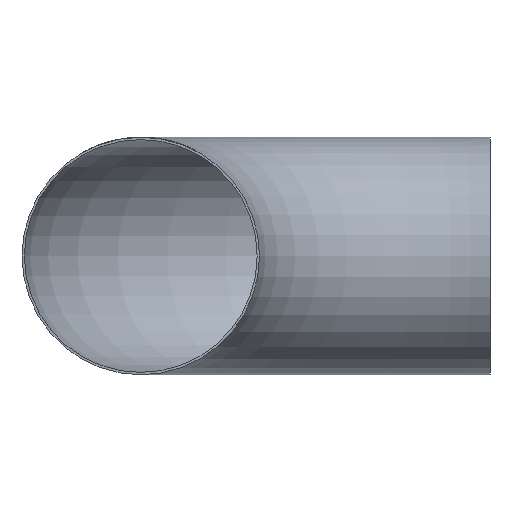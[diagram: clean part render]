
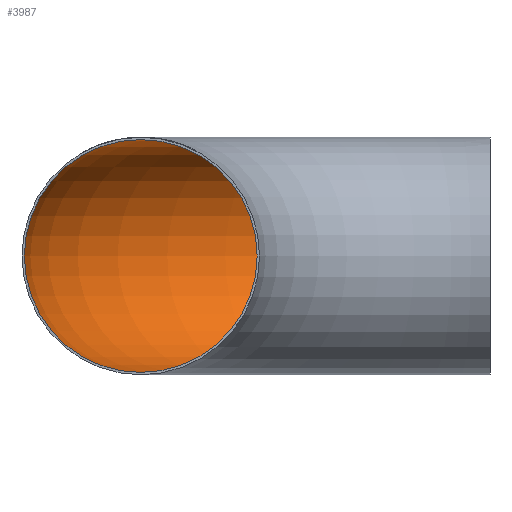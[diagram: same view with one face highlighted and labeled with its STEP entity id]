
A CAD part, front view. The second image highlights one B-rep face of the part: STEP entity #3987.
In plain terms, the highlighted toroidal (fillet/blend) face has major radius 450 mm and minor radius 150 mm.
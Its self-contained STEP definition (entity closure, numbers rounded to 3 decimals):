
#409 = CARTESIAN_POINT ( 'NONE',  ( 0., 600., 0. ) ) ;
#515 = ORIENTED_EDGE ( 'NONE', *, *, #2105, .T. ) ;
#706 = CIRCLE ( 'NONE', #4522, 150. ) ;
#770 = AXIS2_PLACEMENT_3D ( 'NONE', #1019, #9157, #7632 ) ;
#1019 = CARTESIAN_POINT ( 'NONE',  ( 0., 0., 0. ) ) ;
#1098 = CIRCLE ( 'NONE', #4923, 150. ) ;
#1252 = CARTESIAN_POINT ( 'NONE',  ( -450., 0., 150. ) ) ;
#1901 = FACE_OUTER_BOUND ( 'NONE', #2131, .T. ) ;
#2105 = EDGE_CURVE ( 'NONE', #8362, #8362, #706, .T. ) ;
#2131 = EDGE_LOOP ( 'NONE', ( #515 ) ) ;
#2481 = CARTESIAN_POINT ( 'NONE',  ( 0., 450., 0. ) ) ;
#3198 = DIRECTION ( 'NONE',  ( 0., 1., 0. ) ) ;
#3729 = DIRECTION ( 'NONE',  ( 0., 0., 1. ) ) ;
#3806 = EDGE_CURVE ( 'NONE', #7003, #7003, #1098, .T. ) ;
#3824 = CARTESIAN_POINT ( 'NONE',  ( -450., 0., 0. ) ) ;
#3987 = ADVANCED_FACE ( 'NONE', ( #1901, #8251 ), #8039, .F. ) ;
#4191 = ORIENTED_EDGE ( 'NONE', *, *, #3806, .F. ) ;
#4522 = AXIS2_PLACEMENT_3D ( 'NONE', #2481, #7602, #3198 ) ;
#4923 = AXIS2_PLACEMENT_3D ( 'NONE', #3824, #6751, #3729 ) ;
#6649 = EDGE_LOOP ( 'NONE', ( #4191 ) ) ;
#6751 = DIRECTION ( 'NONE',  ( 0., 1., 0. ) ) ;
#7003 = VERTEX_POINT ( 'NONE', #1252 ) ;
#7602 = DIRECTION ( 'NONE',  ( 1., 0., 0. ) ) ;
#7632 = DIRECTION ( 'NONE',  ( -1., 0., 0. ) ) ;
#8039 = TOROIDAL_SURFACE ( 'NONE', #770, 450., 150. ) ;
#8251 = FACE_OUTER_BOUND ( 'NONE', #6649, .T. ) ;
#8362 = VERTEX_POINT ( 'NONE', #409 ) ;
#9157 = DIRECTION ( 'NONE',  ( 0., 0., -1. ) ) ;
